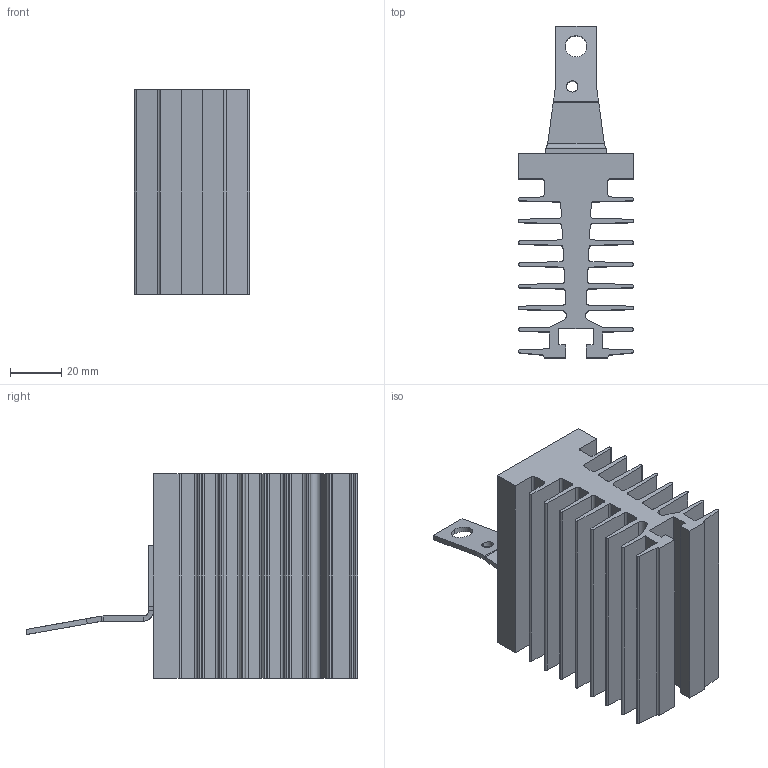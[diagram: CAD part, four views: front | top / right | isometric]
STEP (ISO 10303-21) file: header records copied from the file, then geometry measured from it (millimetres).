
FILE_DESCRIPTION (( 'STEP AP214' ), '1' );
FILE_NAME ('O541.STEP', '2021-04-19T07:14:42', ( '' ), ( '' ), 'SwSTEP 2.0', 'SolidWorks 2018', '' );
FILE_SCHEMA (( 'AUTOMOTIVE_DESIGN' ));
Length unit declared in the file: millimetre
Products named in the file (1): O541
Bounding box: 45 x 129.86 x 80 mm (x, y, z)
Volume: 138574.5 mm3; surface area: 67872.3 mm2
Topology: 2 solids, 2 shells, 168 faces, 468 edges, 302 vertices
Faces by surface type: plane 84, cylinder 72, cone 8, bspline 4
Entity records: 7327 total; most frequent: CARTESIAN_POINT 1051, ORIENTED_EDGE 928, DIRECTION 918, EDGE_CURVE 464, LINE 308, VECTOR 308, AXIS2_PLACEMENT_3D 305, VERTEX_POINT 302
